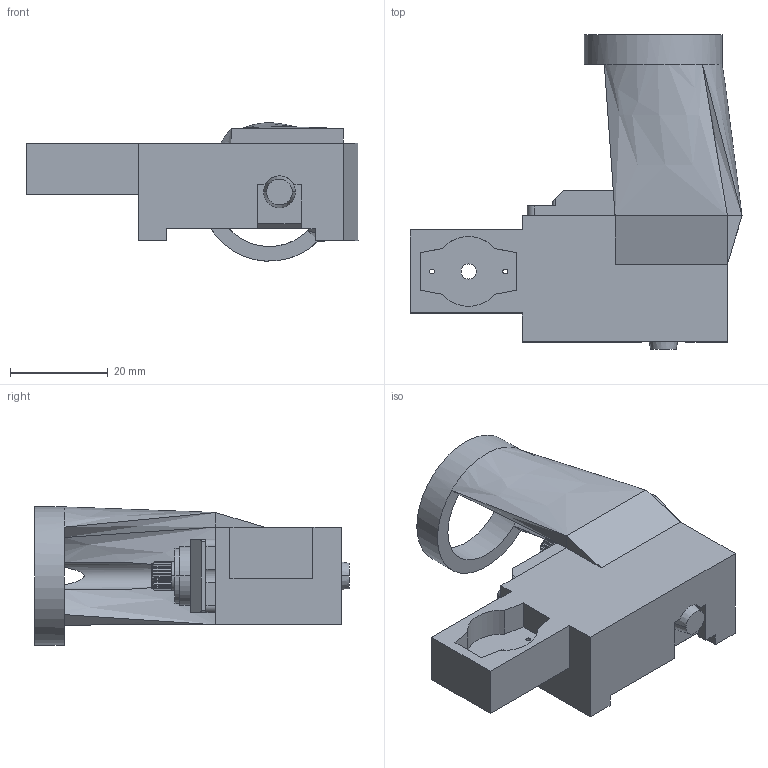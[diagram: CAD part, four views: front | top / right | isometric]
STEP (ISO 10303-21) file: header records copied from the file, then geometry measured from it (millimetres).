
FILE_DESCRIPTION((''),'2;1');
FILE_NAME('MOTOR_3_LEFT_2','2022-08-04T18:03:51',('andyc'),(''),'CREO PARAMETRIC BY PTC INC, 2021404','CREO PARAMETRIC BY PTC INC, 2021404','');
FILE_SCHEMA(('CONFIG_CONTROL_DESIGN'));
Length unit declared in the file: inch
Products named in the file (1): MOTOR_3_LEFT_2
Bounding box: 68 x 64.4 x 28.3 mm (x, y, z)
Surface area: 14943.6 mm2 (no closed solid volume)
Topology: 0 solids, 2 shells, 244 faces, 711 edges, 449 vertices
Faces by surface type: plane 142, cylinder 67, cone 27, bspline 8
Entity records: 9203 total; most frequent: CARTESIAN_POINT 3158, ORIENTED_EDGE 1348, DIRECTION 1071, EDGE_CURVE 709, VERTEX_POINT 450, AXIS2_PLACEMENT_3D 365, VECTOR 341, LINE 341
